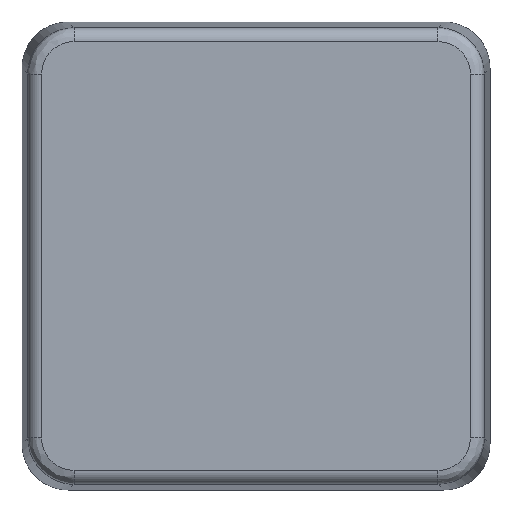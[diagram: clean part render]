
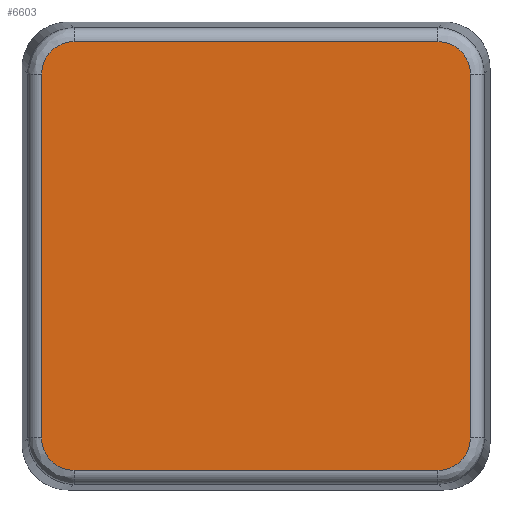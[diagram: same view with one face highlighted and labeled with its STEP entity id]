
A CAD part, front view. The second image highlights one B-rep face of the part: STEP entity #6603.
In plain terms, the highlighted face is planar.
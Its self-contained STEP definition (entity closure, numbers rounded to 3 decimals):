
#467=PLANE('',#6986);
#1047=LINE('',#11623,#1624);
#1051=LINE('',#11635,#1628);
#1054=LINE('',#11645,#1631);
#1055=LINE('',#11649,#1632);
#1624=VECTOR('',#8189,39.355);
#1628=VECTOR('',#8201,39.355);
#1631=VECTOR('',#8214,39.355);
#1632=VECTOR('',#8217,39.355);
#1779=ELLIPSE('',#6987,3.502,3.5);
#1780=ELLIPSE('',#6988,3.502,3.5);
#1781=ELLIPSE('',#6989,3.502,3.5);
#1782=ELLIPSE('',#6990,3.502,3.5);
#2120=FACE_OUTER_BOUND('',#2539,.T.);
#2539=EDGE_LOOP('',(#5770,#5771,#5772,#5773,#5774,#5775,#5776,#5777));
#3292=VERTEX_POINT('',#11620);
#3293=VERTEX_POINT('',#11622);
#3296=VERTEX_POINT('',#11632);
#3297=VERTEX_POINT('',#11634);
#3298=VERTEX_POINT('',#11642);
#3299=VERTEX_POINT('',#11644);
#3300=VERTEX_POINT('',#11646);
#3301=VERTEX_POINT('',#11648);
#4146=EDGE_CURVE('',#3292,#3293,#1047,.T.);
#4152=EDGE_CURVE('',#3296,#3297,#1051,.T.);
#4156=EDGE_CURVE('',#3297,#3292,#1779,.T.);
#4157=EDGE_CURVE('',#3298,#3296,#1780,.T.);
#4158=EDGE_CURVE('',#3299,#3298,#1054,.T.);
#4159=EDGE_CURVE('',#3300,#3299,#1781,.T.);
#4160=EDGE_CURVE('',#3301,#3300,#1055,.T.);
#4161=EDGE_CURVE('',#3293,#3301,#1782,.T.);
#5770=ORIENTED_EDGE('',*,*,#4146,.F.);
#5771=ORIENTED_EDGE('',*,*,#4156,.F.);
#5772=ORIENTED_EDGE('',*,*,#4152,.F.);
#5773=ORIENTED_EDGE('',*,*,#4157,.F.);
#5774=ORIENTED_EDGE('',*,*,#4158,.F.);
#5775=ORIENTED_EDGE('',*,*,#4159,.F.);
#5776=ORIENTED_EDGE('',*,*,#4160,.F.);
#5777=ORIENTED_EDGE('',*,*,#4161,.F.);
#6603=ADVANCED_FACE('',(#2120),#467,.F.);
#6986=AXIS2_PLACEMENT_3D('',#11640,#8208,#8209);
#6987=AXIS2_PLACEMENT_3D('',#11641,#8210,#8211);
#6988=AXIS2_PLACEMENT_3D('',#11643,#8212,#8213);
#6989=AXIS2_PLACEMENT_3D('',#11647,#8215,#8216);
#6990=AXIS2_PLACEMENT_3D('',#11650,#8218,#8219);
#8189=DIRECTION('',(0.,1.,0.));
#8201=DIRECTION('',(1.,0.,0.));
#8208=DIRECTION('center_axis',(0.,0.,1.));
#8209=DIRECTION('ref_axis',(1.,0.,0.));
#8210=DIRECTION('center_axis',(0.,0.,1.));
#8211=DIRECTION('ref_axis',(0.707,-0.707,0.));
#8212=DIRECTION('center_axis',(0.,0.,1.));
#8213=DIRECTION('ref_axis',(-0.707,-0.707,0.));
#8214=DIRECTION('',(0.,-1.,0.));
#8215=DIRECTION('center_axis',(0.,0.,1.));
#8216=DIRECTION('ref_axis',(-0.707,0.707,0.));
#8217=DIRECTION('',(-1.,0.,0.));
#8218=DIRECTION('center_axis',(0.,0.,1.));
#8219=DIRECTION('ref_axis',(0.707,0.707,0.));
#11620=CARTESIAN_POINT('',(23.176,-19.677,-27.));
#11622=CARTESIAN_POINT('',(23.176,19.677,-27.));
#11623=CARTESIAN_POINT('',(23.176,-12.65,-27.));
#11632=CARTESIAN_POINT('',(-19.677,-23.176,-27.));
#11634=CARTESIAN_POINT('',(19.677,-23.176,-27.));
#11635=CARTESIAN_POINT('',(-12.65,-23.176,-27.));
#11640=CARTESIAN_POINT('Origin',(0.,0.,-27.));
#11641=CARTESIAN_POINT('Origin',(19.675,-19.675,-27.));
#11642=CARTESIAN_POINT('',(-23.176,-19.677,-27.));
#11643=CARTESIAN_POINT('Origin',(-19.675,-19.675,-27.));
#11644=CARTESIAN_POINT('',(-23.176,19.677,-27.));
#11645=CARTESIAN_POINT('',(-23.176,0.,-27.));
#11646=CARTESIAN_POINT('',(-19.677,23.176,-27.));
#11647=CARTESIAN_POINT('Origin',(-19.675,19.675,-27.));
#11648=CARTESIAN_POINT('',(19.677,23.176,-27.));
#11649=CARTESIAN_POINT('',(0.,23.176,-27.));
#11650=CARTESIAN_POINT('Origin',(19.675,19.675,-27.));
